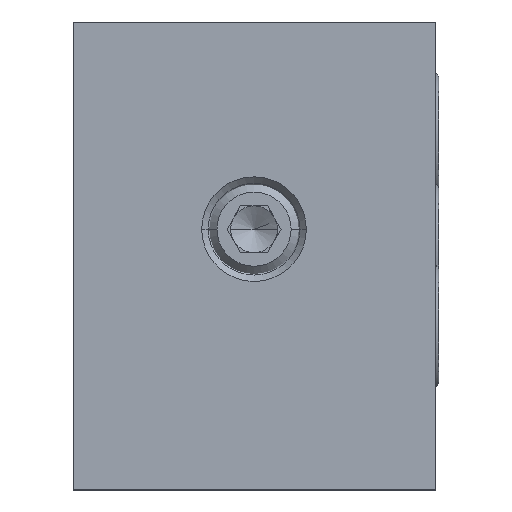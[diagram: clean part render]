
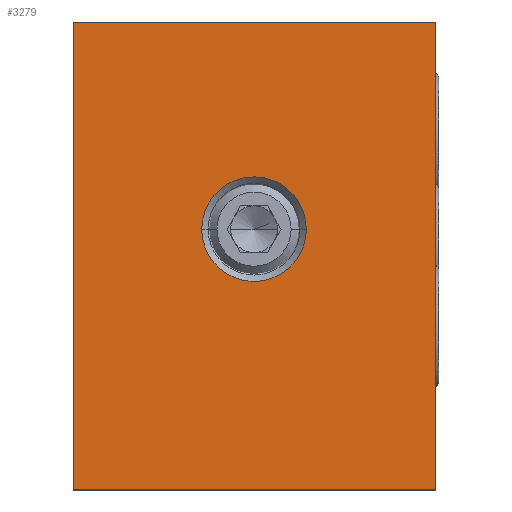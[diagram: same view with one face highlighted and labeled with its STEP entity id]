
A CAD part, top view. The second image highlights one B-rep face of the part: STEP entity #3279.
In plain terms, the highlighted planar face has unit normal (0, 0, 1).
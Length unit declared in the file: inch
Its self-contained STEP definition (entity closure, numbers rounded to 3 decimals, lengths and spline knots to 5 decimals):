
#788=DIRECTION('',(0.,-1.,0.));
#789=VECTOR('',#788,2.5);
#790=CARTESIAN_POINT('',(0.,0.,3.812));
#791=LINE('',#790,#789);
#792=DIRECTION('',(-1.,0.,0.));
#793=VECTOR('',#792,1.938);
#794=CARTESIAN_POINT('',(1.938,0.,3.812));
#795=LINE('',#794,#793);
#796=DIRECTION('',(0.,1.,0.));
#797=VECTOR('',#796,2.5);
#798=CARTESIAN_POINT('',(1.938,-2.5,3.812));
#799=LINE('',#798,#797);
#800=DIRECTION('',(1.,0.,0.));
#801=VECTOR('',#800,1.938);
#802=CARTESIAN_POINT('',(0.,-2.5,3.812));
#803=LINE('',#802,#801);
#804=CARTESIAN_POINT('',(0.969,-1.109,3.812));
#805=DIRECTION('',(0.,0.,-1.));
#806=DIRECTION('',(-1.,0.,0.));
#807=AXIS2_PLACEMENT_3D('',#804,#805,#806);
#809=CARTESIAN_POINT('',(0.969,-1.109,3.812));
#810=DIRECTION('',(0.,0.,-1.));
#811=DIRECTION('',(1.,0.,0.));
#812=AXIS2_PLACEMENT_3D('',#809,#810,#811);
#2328=CARTESIAN_POINT('',(0.,0.,3.812));
#2329=CARTESIAN_POINT('',(0.,-2.5,3.812));
#2330=VERTEX_POINT('',#2328);
#2331=VERTEX_POINT('',#2329);
#2332=CARTESIAN_POINT('',(1.938,-2.5,3.812));
#2333=VERTEX_POINT('',#2332);
#2334=CARTESIAN_POINT('',(1.938,0.,3.812));
#2335=VERTEX_POINT('',#2334);
#2609=CARTESIAN_POINT('',(0.689,-1.109,
3.812));
#2610=CARTESIAN_POINT('',(1.249,-1.109,3.812));
#2611=VERTEX_POINT('',#2609);
#2612=VERTEX_POINT('',#2610);
#3261=CARTESIAN_POINT('',(0.,0.,3.812));
#3262=DIRECTION('',(0.,0.,1.));
#3263=DIRECTION('',(1.,0.,0.));
#3264=AXIS2_PLACEMENT_3D('',#3261,#3262,#3263);
#3265=PLANE('',#3264);
#3266=ORIENTED_EDGE('',*,*,#3187,.F.);
#3267=ORIENTED_EDGE('',*,*,#3255,.F.);
#3268=ORIENTED_EDGE('',*,*,#2870,.F.);
#3270=ORIENTED_EDGE('',*,*,#3269,.F.);
#3271=EDGE_LOOP('',(#3266,#3267,#3268,#3270));
#3272=FACE_OUTER_BOUND('',#3271,.F.);
#3274=ORIENTED_EDGE('',*,*,#3273,.F.);
#3276=ORIENTED_EDGE('',*,*,#3275,.F.);
#3277=EDGE_LOOP('',(#3274,#3276));
#3278=FACE_BOUND('',#3277,.F.);
#3279=ADVANCED_FACE('',(#3272,#3278),#3265,.T.);
#808=CIRCLE('',#807,0.28);
#813=CIRCLE('',#812,0.28);
#2870=EDGE_CURVE('',#2333,#2335,#799,.T.);
#3187=EDGE_CURVE('',#2330,#2331,#791,.T.);
#3255=EDGE_CURVE('',#2335,#2330,#795,.T.);
#3269=EDGE_CURVE('',#2331,#2333,#803,.T.);
#3273=EDGE_CURVE('',#2611,#2612,#808,.T.);
#3275=EDGE_CURVE('',#2612,#2611,#813,.T.);
